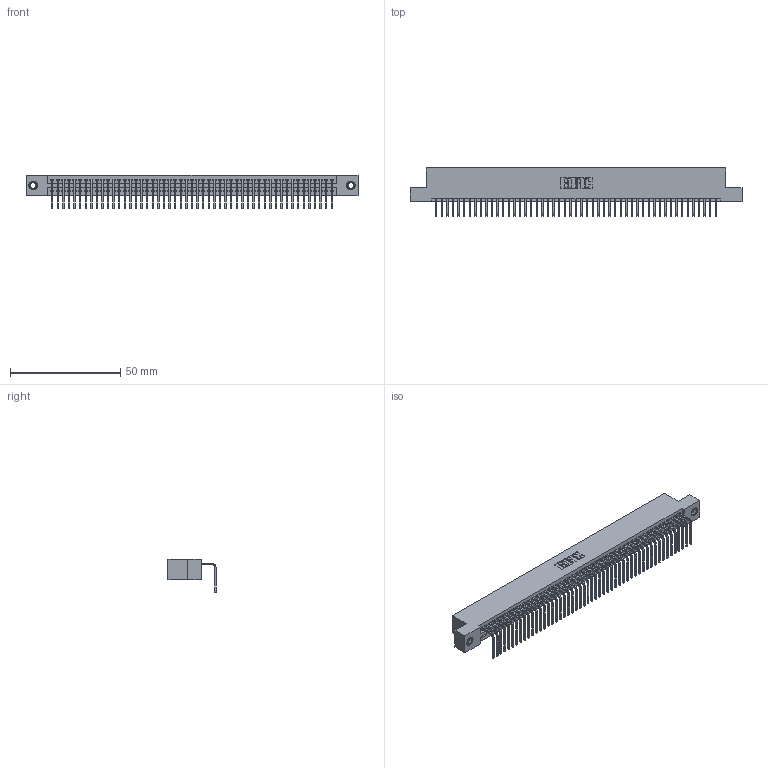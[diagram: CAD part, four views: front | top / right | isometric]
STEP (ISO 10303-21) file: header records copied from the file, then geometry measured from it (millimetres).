
FILE_DESCRIPTION (( 'STEP AP203' ), '1' );
FILE_NAME ('395-051-558-107.STEP', '2019-10-11T13:52:46', ( '' ), ( '' ), 'SwSTEP 2.0', 'SolidWorks 2016', '' );
FILE_SCHEMA (( 'CONFIG_CONTROL_DESIGN' ));
Length unit declared in the file: inch
Products named in the file (4): 345 Part_Flush Mounting Lugs - 0.156 Dia-TI; 345-292-001_558 Tail - 2; 345-250-001_345-250-005-103; 395-051-558-107
Assembly tree (54 placements, depth 2):
  395-051-558-107
    345 Part_Flush Mounting Lugs - 0.156 Dia-TI
    345-292-001_558 Tail - 2  x51
    345-250-001_345-250-005-103  x2
Bounding box: 150.75 x 21.83 x 15.37 mm (x, y, z)
Volume: 14548.4 mm3; surface area: 20486.9 mm2
Topology: 54 solids, 54 shells, 3246 faces, 9759 edges, 6430 vertices
Faces by surface type: plane 2254, cylinder 976, cone 12, torus 4
Entity records: 38442 total; most frequent: CARTESIAN_POINT 6640, ORIENTED_EDGE 6618, DIRECTION 5813, EDGE_CURVE 3309, LINE 2953, VECTOR 2953, VERTEX_POINT 2200, AXIS2_PLACEMENT_3D 1430
